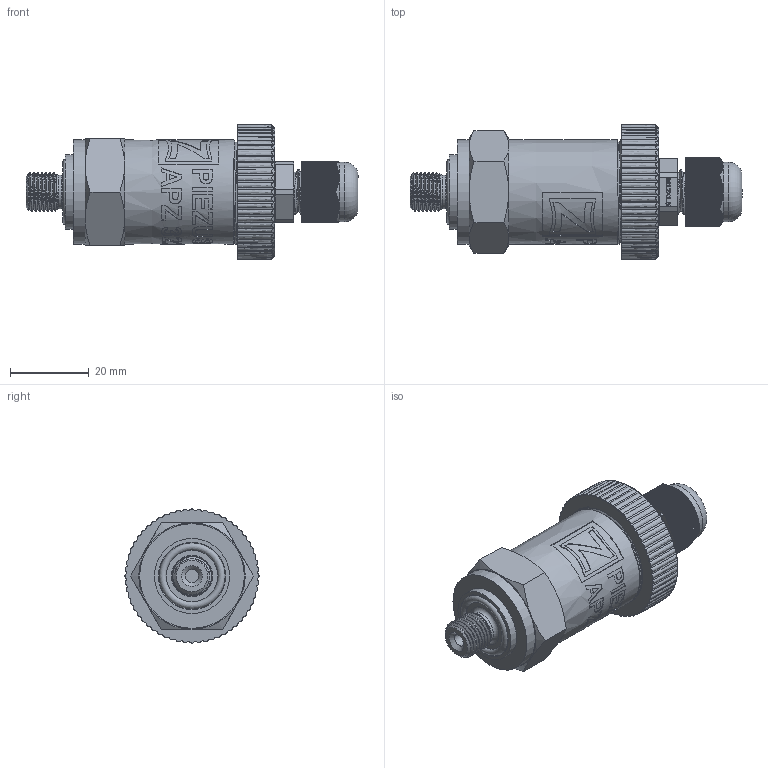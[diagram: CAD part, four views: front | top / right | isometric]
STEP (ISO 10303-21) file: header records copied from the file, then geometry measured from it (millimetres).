
FILE_DESCRIPTION(/* description */ (''),/* implementation_level */ '2;1');
FILE_NAME(/* name */ 'APZ3230_M10x1DIN_CableGland.step',/* time_stamp */ '2021-06-24T10:01:34+03:00',/* author */ (''),/* organization */ (''),/* preprocessor_version */ 'ST-DEVELOPER v18.1',/* originating_system */ 'Autodesk Translation Framework v10.9.0.1377',/* authorisation */ '');
FILE_SCHEMA (('AUTOMOTIVE_DESIGN { 1 0 10303 214 3 1 1 }'));
Products named in the file (8): APZ3230_M10x1DIN_CableGland; M10x1 DIN; OMAL nut M27x1.5 v8; Ш100.000.001 v4; M12x1.5 Cable gland v4; Cable gland; Rubber gasket; M12 Domed nut
Assembly tree (7 placements, depth 3):
  APZ3230_M10x1DIN_CableGland
    M10x1 DIN
    OMAL nut M27x1.5 v8
    Ш100.000.001 v4
    M12x1.5 Cable gland v4
      Cable gland
      Rubber gasket
      M12 Domed nut
Bounding box: 84.16 x 34 x 34 mm (x, y, z)
Volume: 36424.1 mm3; surface area: 16395.1 mm2
Topology: 7 solids, 7 shells, 2703 faces, 7921 edges, 5278 vertices
Faces by surface type: plane 1486, cylinder 747, bspline 407, cone 54, torus 8, sphere 1
Full cylindrical faces by diameter (mm): 1 x6, 3.3 x1, 7.5 x1, 8 x1, 8.5 x1, 8.744 x7, 9.976 x5, 10 x6, 10.376 x4, 10.526 x3, 11.6 x4, 12 x5, 12.203 x3, 12.6 x1, 13.5 x1, 15 x1, 16.7 x1, 17 x1, 19 x1, 21.4 x2, 22.3 x1, 22.4 x1, 24.5 x1, 25.132 x4, 25.526 x4, 27.208 x5
Entity records: 128395 total; most frequent: CARTESIAN_POINT 58856, ORIENTED_EDGE 15842, DIRECTION 12818, EDGE_CURVE 7921, VERTEX_POINT 5278, LINE 4464, VECTOR 4464, AXIS2_PLACEMENT_3D 4177
